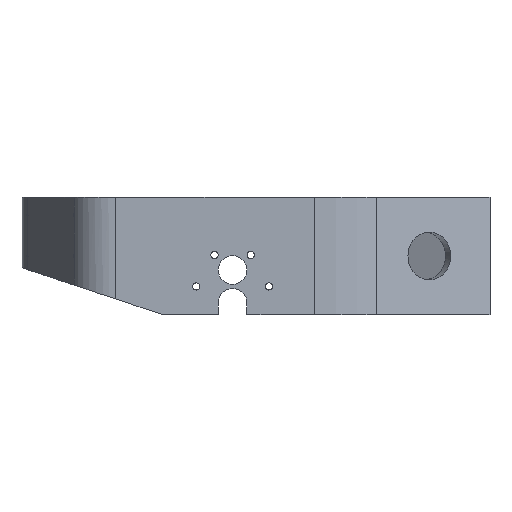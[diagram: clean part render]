
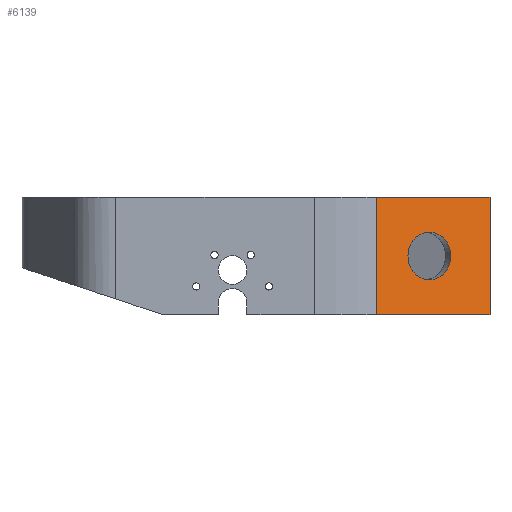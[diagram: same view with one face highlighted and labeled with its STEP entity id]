
A CAD part, left-side view. The second image highlights one B-rep face of the part: STEP entity #6139.
In plain terms, the highlighted planar face has unit normal (-0.897, -0.441, 0).
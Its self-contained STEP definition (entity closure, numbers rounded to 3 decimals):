
#311 = PLANE('',#312);
#312 = AXIS2_PLACEMENT_3D('',#313,#314,#315);
#313 = CARTESIAN_POINT('',(-44.309,-0.415,5.));
#314 = DIRECTION('',(0.,0.,1.));
#315 = DIRECTION('',(1.,0.,0.));
#985 = VERTEX_POINT('',#986);
#986 = CARTESIAN_POINT('',(-93.851,-51.46,5.));
#1001 = CYLINDRICAL_SURFACE('',#1002,60.);
#1002 = AXIS2_PLACEMENT_3D('',#1003,#1004,#1005);
#1003 = CARTESIAN_POINT('',(-40.,-25.,5.));
#1004 = DIRECTION('',(-0.,-0.,-1.));
#1005 = DIRECTION('',(1.,0.,0.));
#1013 = EDGE_CURVE('',#985,#1014,#1016,.T.);
#1014 = VERTEX_POINT('',#1015);
#1015 = CARTESIAN_POINT('',(-70.,-100.,5.));
#1016 = SURFACE_CURVE('',#1017,(#1021,#1028),.PCURVE_S1.);
#1017 = LINE('',#1018,#1019);
#1018 = CARTESIAN_POINT('',(-93.851,-51.46,5.));
#1019 = VECTOR('',#1020,1.);
#1020 = DIRECTION('',(0.441,-0.898,0.));
#1021 = PCURVE('',#311,#1022);
#1022 = DEFINITIONAL_REPRESENTATION('',(#1023),#1027);
#1023 = LINE('',#1024,#1025);
#1024 = CARTESIAN_POINT('',(-49.541,-51.045));
#1025 = VECTOR('',#1026,1.);
#1026 = DIRECTION('',(0.441,-0.898));
#1027 = ( GEOMETRIC_REPRESENTATION_CONTEXT(2) 
PARAMETRIC_REPRESENTATION_CONTEXT() REPRESENTATION_CONTEXT('2D SPACE',''
  ) );
#1028 = PCURVE('',#1029,#1034);
#1029 = PLANE('',#1030);
#1030 = AXIS2_PLACEMENT_3D('',#1031,#1032,#1033);
#1031 = CARTESIAN_POINT('',(-93.851,-51.46,5.));
#1032 = DIRECTION('',(0.898,0.441,0.));
#1033 = DIRECTION('',(0.441,-0.898,0.));
#1034 = DEFINITIONAL_REPRESENTATION('',(#1035),#1039);
#1035 = LINE('',#1036,#1037);
#1036 = CARTESIAN_POINT('',(0.,0.));
#1037 = VECTOR('',#1038,1.);
#1038 = DIRECTION('',(1.,0.));
#1039 = ( GEOMETRIC_REPRESENTATION_CONTEXT(2) 
PARAMETRIC_REPRESENTATION_CONTEXT() REPRESENTATION_CONTEXT('2D SPACE',''
  ) );
#1057 = PLANE('',#1058);
#1058 = AXIS2_PLACEMENT_3D('',#1059,#1060,#1061);
#1059 = CARTESIAN_POINT('',(-70.,-100.,5.));
#1060 = DIRECTION('',(0.,1.,0.));
#1061 = DIRECTION('',(1.,0.,0.));
#5437 = CYLINDRICAL_SURFACE('',#5438,10.2);
#5438 = AXIS2_PLACEMENT_3D('',#5439,#5440,#5441);
#5439 = CARTESIAN_POINT('',(-82.736,-74.079,30.));
#5440 = DIRECTION('',(-0.898,-0.441,
    0.));
#5441 = DIRECTION('',(0.441,-0.898,0.
    ));
#6006 = EDGE_CURVE('',#1014,#6007,#6009,.T.);
#6007 = VERTEX_POINT('',#6008);
#6008 = CARTESIAN_POINT('',(-70.,-100.,55.));
#6009 = SURFACE_CURVE('',#6010,(#6014,#6021),.PCURVE_S1.);
#6010 = LINE('',#6011,#6012);
#6011 = CARTESIAN_POINT('',(-70.,-100.,5.));
#6012 = VECTOR('',#6013,1.);
#6013 = DIRECTION('',(0.,0.,1.));
#6014 = PCURVE('',#1057,#6015);
#6015 = DEFINITIONAL_REPRESENTATION('',(#6016),#6020);
#6016 = LINE('',#6017,#6018);
#6017 = CARTESIAN_POINT('',(0.,0.));
#6018 = VECTOR('',#6019,1.);
#6019 = DIRECTION('',(0.,-1.));
#6020 = ( GEOMETRIC_REPRESENTATION_CONTEXT(2) 
PARAMETRIC_REPRESENTATION_CONTEXT() REPRESENTATION_CONTEXT('2D SPACE',''
  ) );
#6021 = PCURVE('',#1029,#6022);
#6022 = DEFINITIONAL_REPRESENTATION('',(#6023),#6027);
#6023 = LINE('',#6024,#6025);
#6024 = CARTESIAN_POINT('',(54.083,0.));
#6025 = VECTOR('',#6026,1.);
#6026 = DIRECTION('',(0.,-1.));
#6027 = ( GEOMETRIC_REPRESENTATION_CONTEXT(2) 
PARAMETRIC_REPRESENTATION_CONTEXT() REPRESENTATION_CONTEXT('2D SPACE',''
  ) );
#6045 = PLANE('',#6046);
#6046 = AXIS2_PLACEMENT_3D('',#6047,#6048,#6049);
#6047 = CARTESIAN_POINT('',(-44.309,-0.415,55.));
#6048 = DIRECTION('',(0.,0.,1.));
#6049 = DIRECTION('',(1.,0.,0.));
#6139 = ADVANCED_FACE('',(#6140,#6188),#1029,.F.);
#6140 = FACE_BOUND('',#6141,.F.);
#6141 = EDGE_LOOP('',(#6142,#6165,#6186,#6187));
#6142 = ORIENTED_EDGE('',*,*,#6143,.T.);
#6143 = EDGE_CURVE('',#985,#6144,#6146,.T.);
#6144 = VERTEX_POINT('',#6145);
#6145 = CARTESIAN_POINT('',(-93.851,-51.46,55.));
#6146 = SURFACE_CURVE('',#6147,(#6151,#6158),.PCURVE_S1.);
#6147 = LINE('',#6148,#6149);
#6148 = CARTESIAN_POINT('',(-93.851,-51.46,5.));
#6149 = VECTOR('',#6150,1.);
#6150 = DIRECTION('',(0.,0.,1.));
#6151 = PCURVE('',#1029,#6152);
#6152 = DEFINITIONAL_REPRESENTATION('',(#6153),#6157);
#6153 = LINE('',#6154,#6155);
#6154 = CARTESIAN_POINT('',(0.,0.));
#6155 = VECTOR('',#6156,1.);
#6156 = DIRECTION('',(0.,-1.));
#6157 = ( GEOMETRIC_REPRESENTATION_CONTEXT(2) 
PARAMETRIC_REPRESENTATION_CONTEXT() REPRESENTATION_CONTEXT('2D SPACE',''
  ) );
#6158 = PCURVE('',#1001,#6159);
#6159 = DEFINITIONAL_REPRESENTATION('',(#6160),#6164);
#6160 = LINE('',#6161,#6162);
#6161 = CARTESIAN_POINT('',(-3.598,0.));
#6162 = VECTOR('',#6163,1.);
#6163 = DIRECTION('',(-0.,-1.));
#6164 = ( GEOMETRIC_REPRESENTATION_CONTEXT(2) 
PARAMETRIC_REPRESENTATION_CONTEXT() REPRESENTATION_CONTEXT('2D SPACE',''
  ) );
#6165 = ORIENTED_EDGE('',*,*,#6166,.T.);
#6166 = EDGE_CURVE('',#6144,#6007,#6167,.T.);
#6167 = SURFACE_CURVE('',#6168,(#6172,#6179),.PCURVE_S1.);
#6168 = LINE('',#6169,#6170);
#6169 = CARTESIAN_POINT('',(-93.851,-51.46,55.));
#6170 = VECTOR('',#6171,1.);
#6171 = DIRECTION('',(0.441,-0.898,0.));
#6172 = PCURVE('',#1029,#6173);
#6173 = DEFINITIONAL_REPRESENTATION('',(#6174),#6178);
#6174 = LINE('',#6175,#6176);
#6175 = CARTESIAN_POINT('',(0.,-50.));
#6176 = VECTOR('',#6177,1.);
#6177 = DIRECTION('',(1.,0.));
#6178 = ( GEOMETRIC_REPRESENTATION_CONTEXT(2) 
PARAMETRIC_REPRESENTATION_CONTEXT() REPRESENTATION_CONTEXT('2D SPACE',''
  ) );
#6179 = PCURVE('',#6045,#6180);
#6180 = DEFINITIONAL_REPRESENTATION('',(#6181),#6185);
#6181 = LINE('',#6182,#6183);
#6182 = CARTESIAN_POINT('',(-49.541,-51.045));
#6183 = VECTOR('',#6184,1.);
#6184 = DIRECTION('',(0.441,-0.898));
#6185 = ( GEOMETRIC_REPRESENTATION_CONTEXT(2) 
PARAMETRIC_REPRESENTATION_CONTEXT() REPRESENTATION_CONTEXT('2D SPACE',''
  ) );
#6186 = ORIENTED_EDGE('',*,*,#6006,.F.);
#6187 = ORIENTED_EDGE('',*,*,#1013,.F.);
#6188 = FACE_BOUND('',#6189,.F.);
#6189 = EDGE_LOOP('',(#6190));
#6190 = ORIENTED_EDGE('',*,*,#6191,.T.);
#6191 = EDGE_CURVE('',#6192,#6192,#6194,.T.);
#6192 = VERTEX_POINT('',#6193);
#6193 = CARTESIAN_POINT('',(-78.238,-83.234,30.));
#6194 = SURFACE_CURVE('',#6195,(#6200,#6211),.PCURVE_S1.);
#6195 = CIRCLE('',#6196,10.2);
#6196 = AXIS2_PLACEMENT_3D('',#6197,#6198,#6199);
#6197 = CARTESIAN_POINT('',(-82.736,-74.079,30.));
#6198 = DIRECTION('',(-0.898,-0.441,
    0.));
#6199 = DIRECTION('',(0.441,-0.898,0.
    ));
#6200 = PCURVE('',#1029,#6201);
#6201 = DEFINITIONAL_REPRESENTATION('',(#6202),#6210);
#6202 = ( BOUNDED_CURVE() B_SPLINE_CURVE(2,(#6203,#6204,#6205,#6206,
#6207,#6208,#6209),.UNSPECIFIED.,.T.,.F.) B_SPLINE_CURVE_WITH_KNOTS((1,2
    ,2,2,2,1),(-2.094,0.,2.094,4.189,
6.283,8.378),.UNSPECIFIED.) CURVE() 
GEOMETRIC_REPRESENTATION_ITEM() RATIONAL_B_SPLINE_CURVE((1.,0.5,1.,0.5,
1.,0.5,1.)) REPRESENTATION_ITEM('') );
#6203 = CARTESIAN_POINT('',(35.402,-25.));
#6204 = CARTESIAN_POINT('',(35.402,-42.667));
#6205 = CARTESIAN_POINT('',(20.102,-33.833));
#6206 = CARTESIAN_POINT('',(4.802,-25.));
#6207 = CARTESIAN_POINT('',(20.102,-16.167));
#6208 = CARTESIAN_POINT('',(35.402,-7.333));
#6209 = CARTESIAN_POINT('',(35.402,-25.));
#6210 = ( GEOMETRIC_REPRESENTATION_CONTEXT(2) 
PARAMETRIC_REPRESENTATION_CONTEXT() REPRESENTATION_CONTEXT('2D SPACE',''
  ) );
#6211 = PCURVE('',#5437,#6212);
#6212 = DEFINITIONAL_REPRESENTATION('',(#6213),#6217);
#6213 = LINE('',#6214,#6215);
#6214 = CARTESIAN_POINT('',(0.,0.));
#6215 = VECTOR('',#6216,1.);
#6216 = DIRECTION('',(1.,0.));
#6217 = ( GEOMETRIC_REPRESENTATION_CONTEXT(2) 
PARAMETRIC_REPRESENTATION_CONTEXT() REPRESENTATION_CONTEXT('2D SPACE',''
  ) );
